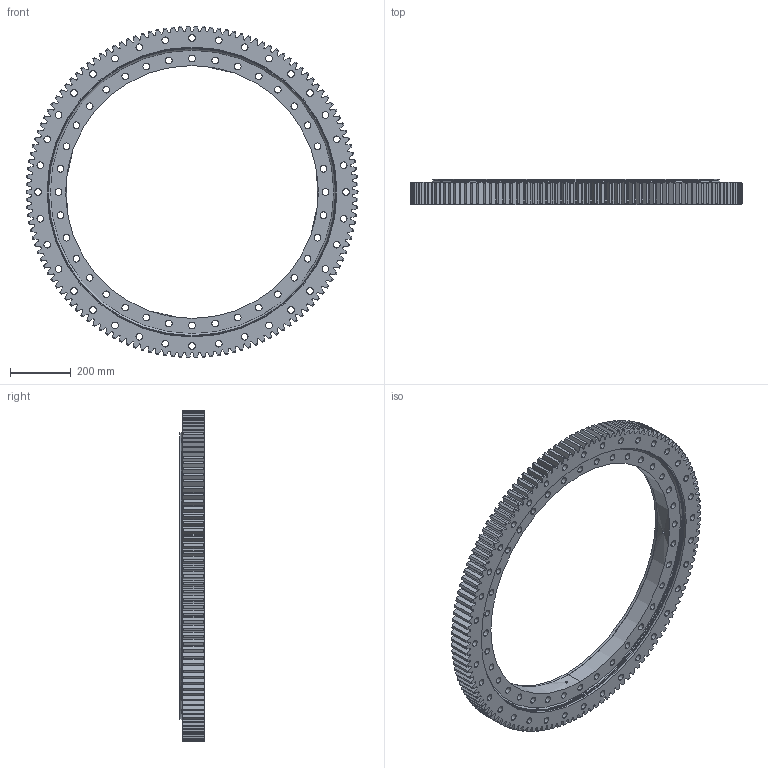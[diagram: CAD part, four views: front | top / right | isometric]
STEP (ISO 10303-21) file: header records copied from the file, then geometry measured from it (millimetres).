
FILE_DESCRIPTION (( 'STEP AP203' ), '1' );
FILE_NAME ('01-0947-00.STEP', '2017-12-26T10:07:00', ( 'defontaine' ), ( 'Hewlett-Packard Company' ), 'SwSTEP 2.0', 'SolidWorks 2016', '' );
FILE_SCHEMA (( 'CONFIG_CONTROL_DESIGN' ));
Length unit declared in the file: millimetre
Products named in the file (1): 01-0947-00
Bounding box: 1094 x 82 x 1093.86 mm (x, y, z)
Volume: 20994706 mm3; surface area: 2387706.2 mm2
Topology: 5 solids, 5 shells, 1017 faces, 2996 edges, 1989 vertices
Faces by surface type: cylinder 439, plane 282, cone 276, torus 18, sphere 2
Entity records: 35682 total; most frequent: CARTESIAN_POINT 8131, ORIENTED_EDGE 5982, DIRECTION 5663, EDGE_CURVE 2991, AXIS2_PLACEMENT_3D 2206, VERTEX_POINT 1986, VECTOR 1251, LINE 1251
